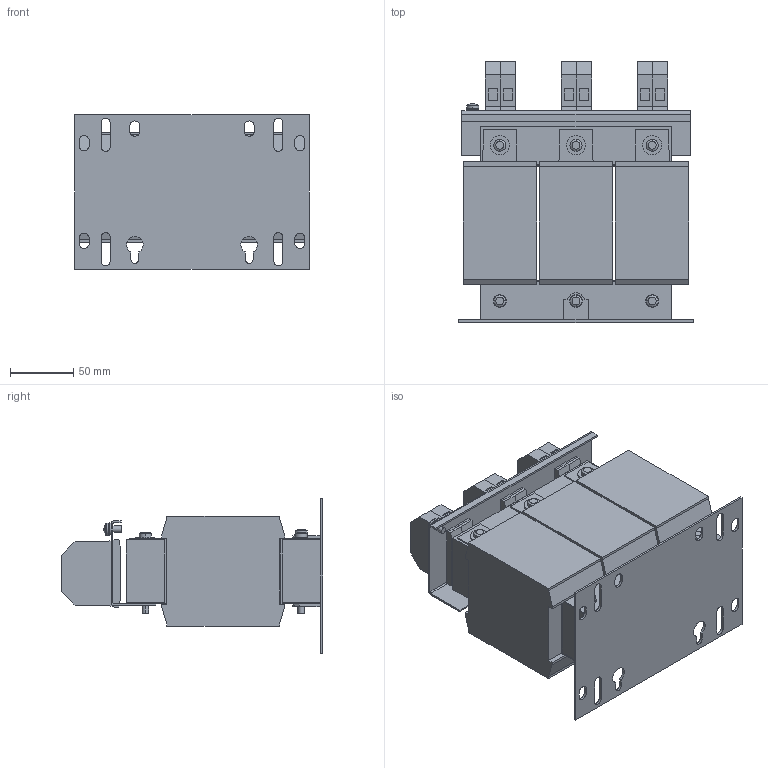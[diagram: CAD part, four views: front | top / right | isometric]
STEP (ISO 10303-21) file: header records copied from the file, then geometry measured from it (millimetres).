
FILE_DESCRIPTION (( 'STEP AP214' ), '1' );
FILE_NAME ('214720.STEP', '2020-05-29T00:01:57', ( '' ), ( '' ), 'SwSTEP 2.0', 'SolidWorks 2018', '' );
FILE_SCHEMA (( 'AUTOMOTIVE_DESIGN' ));
Length unit declared in the file: millimetre
Products named in the file (1): 214720
Bounding box: 185 x 205.9 x 122 mm (x, y, z)
Volume: 2082775.1 mm3; surface area: 234573.7 mm2
Topology: 1 solids, 1 shells, 620 faces, 1618 edges, 1041 vertices
Faces by surface type: plane 476, cylinder 119, sphere 14, cone 6, torus 5
Entity records: 18878 total; most frequent: CARTESIAN_POINT 3326, ORIENTED_EDGE 3232, DIRECTION 3160, EDGE_CURVE 1616, VECTOR 1282, LINE 1282, VERTEX_POINT 1041, AXIS2_PLACEMENT_3D 939
